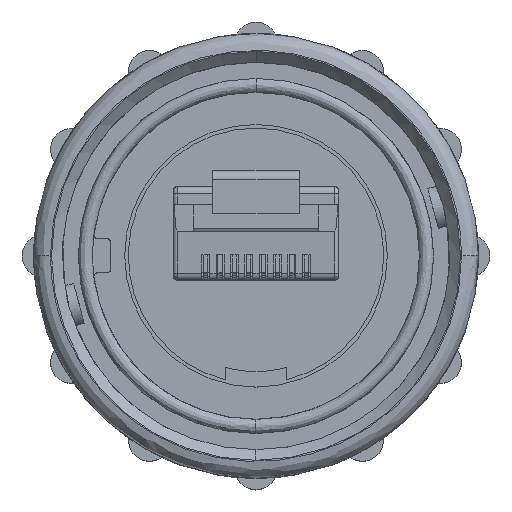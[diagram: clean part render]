
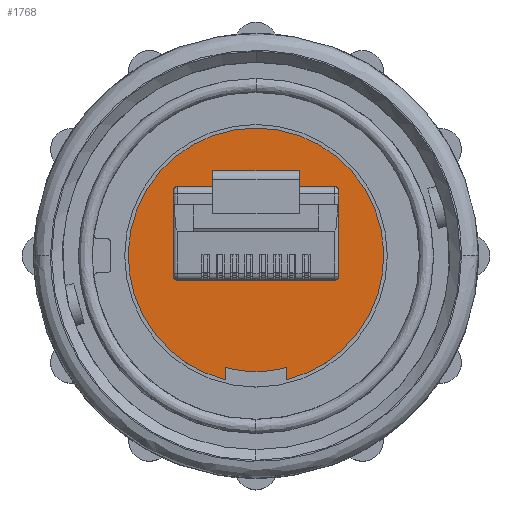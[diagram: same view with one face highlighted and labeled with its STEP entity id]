
A CAD part, top view. The second image highlights one B-rep face of the part: STEP entity #1768.
In plain terms, the highlighted planar face has unit normal (0, 0, 1).
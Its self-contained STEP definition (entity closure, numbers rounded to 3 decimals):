
#222 = AXIS2_PLACEMENT_3D ( 'NONE', #7717, #7719, #7720 ) ;
#238 = AXIS2_PLACEMENT_3D ( 'NONE', #7563, #7564, #7566 ) ;
#240 = AXIS2_PLACEMENT_3D ( 'NONE', #7774, #7763, #7768 ) ;
#310 = AXIS2_PLACEMENT_3D ( 'NONE', #7632, #7629, #7634 ) ;
#546 = EDGE_LOOP ( 'NONE', ( #6855, #6856, #6857, #6853 ) ) ;
#552 = EDGE_LOOP ( 'NONE', ( #6893, #6894, #6892, #6896, #6891, #6890, #6889, #6888 ) ) ;
#555 = EDGE_LOOP ( 'NONE', ( #6866, #6868, #6867, #6897, #6895 ) ) ;
#1155 = EDGE_CURVE ( 'NONE', #9192, #9183, #2208, .T. ) ;
#1164 = EDGE_CURVE ( 'NONE', #9200, #9202, #2210, .T. ) ;
#1212 = EDGE_CURVE ( 'NONE', #8360, #9231, #2215, .T. ) ;
#1263 = EDGE_CURVE ( 'NONE', #8842, #8843, #2226, .T. ) ;
#1768 = ADVANCED_FACE ( 'NONE', ( #13863, #13865, #13495 ), #5105, .T. ) ;
#2036 = EDGE_CURVE ( 'NONE', #9200, #8383, #13660, .T. ) ;
#2037 = EDGE_CURVE ( 'NONE', #8386, #9231, #13665, .T. ) ;
#2038 = EDGE_CURVE ( 'NONE', #8354, #8372, #13670, .T. ) ;
#2039 = EDGE_CURVE ( 'NONE', #8370, #8373, #13673, .T. ) ;
#2056 = EDGE_CURVE ( 'NONE', #8353, #8843, #13745, .T. ) ;
#2058 = EDGE_CURVE ( 'NONE', #8353, #8355, #2296, .T. ) ;
#2059 = EDGE_CURVE ( 'NONE', #8361, #8842, #2297, .T. ) ;
#2067 = EDGE_CURVE ( 'NONE', #8361, #8355, #13790, .T. ) ;
#2208 = CIRCLE ( 'NONE', #238, 0.254 ) ;
#2210 = CIRCLE ( 'NONE', #222, 0.254 ) ;
#2215 = CIRCLE ( 'NONE', #310, 0.254 ) ;
#2226 = CIRCLE ( 'NONE', #240, 8.195 ) ;
#2296 = CIRCLE ( 'NONE', #8483, 9.042 ) ;
#2297 = CIRCLE ( 'NONE', #8559, 8.195 ) ;
#2462 = CIRCLE ( 'NONE', #7151, 0.254 ) ;
#4879 = EDGE_CURVE ( 'NONE', #8386, #8383, #2462, .T. ) ;
#4903 = EDGE_CURVE ( 'NONE', #8370, #8372, #12585, .T. ) ;
#4910 = EDGE_CURVE ( 'NONE', #8373, #8354, #12605, .T. ) ;
#4918 = EDGE_CURVE ( 'NONE', #9192, #9202, #12707, .T. ) ;
#4919 = EDGE_CURVE ( 'NONE', #8360, #9183, #12711, .T. ) ;
#5105 = PLANE ( 'NONE',  #13799 ) ;
#5106 = CARTESIAN_POINT ( 'NONE',  ( 0., 1.219, -4.344 ) ) ;
#5107 = DIRECTION ( 'NONE',  ( 0., 0., 1. ) ) ;
#5108 = DIRECTION ( 'NONE',  ( 0., -1., 0. ) ) ;
#6465 = VECTOR ( 'NONE', #12587, 1000. ) ;
#6536 = VECTOR ( 'NONE', #12713, 1000. ) ;
#6539 = VECTOR ( 'NONE', #12709, 1000. ) ;
#6546 = VECTOR ( 'NONE', #12607, 1000. ) ;
#6853 = ORIENTED_EDGE ( 'NONE', *, *, #4903, .F. ) ;
#6855 = ORIENTED_EDGE ( 'NONE', *, *, #2039, .T. ) ;
#6856 = ORIENTED_EDGE ( 'NONE', *, *, #4910, .T. ) ;
#6857 = ORIENTED_EDGE ( 'NONE', *, *, #2038, .T. ) ;
#6866 = ORIENTED_EDGE ( 'NONE', *, *, #2058, .F. ) ;
#6867 = ORIENTED_EDGE ( 'NONE', *, *, #1263, .F. ) ;
#6868 = ORIENTED_EDGE ( 'NONE', *, *, #2056, .T. ) ;
#6888 = ORIENTED_EDGE ( 'NONE', *, *, #2036, .T. ) ;
#6889 = ORIENTED_EDGE ( 'NONE', *, *, #1164, .F. ) ;
#6890 = ORIENTED_EDGE ( 'NONE', *, *, #4918, .T. ) ;
#6891 = ORIENTED_EDGE ( 'NONE', *, *, #1155, .F. ) ;
#6892 = ORIENTED_EDGE ( 'NONE', *, *, #1212, .F. ) ;
#6893 = ORIENTED_EDGE ( 'NONE', *, *, #4879, .F. ) ;
#6894 = ORIENTED_EDGE ( 'NONE', *, *, #2037, .T. ) ;
#6895 = ORIENTED_EDGE ( 'NONE', *, *, #2067, .T. ) ;
#6896 = ORIENTED_EDGE ( 'NONE', *, *, #4919, .T. ) ;
#6897 = ORIENTED_EDGE ( 'NONE', *, *, #2059, .F. ) ;
#7151 = AXIS2_PLACEMENT_3D ( 'NONE', #12499, #12500, #12501 ) ;
#7563 = CARTESIAN_POINT ( 'NONE',  ( -5.588, 5.842, -4.344 ) ) ;
#7564 = DIRECTION ( 'NONE',  ( 0., 0., 1. ) ) ;
#7566 = DIRECTION ( 'NONE',  ( -1., 0., 0. ) ) ;
#7629 = DIRECTION ( 'NONE',  ( 0., 0., 1. ) ) ;
#7632 = CARTESIAN_POINT ( 'NONE',  ( -5.588, -0.254, -4.344 ) ) ;
#7634 = DIRECTION ( 'NONE',  ( 1., 0., 0. ) ) ;
#7717 = CARTESIAN_POINT ( 'NONE',  ( 5.588, 5.842, -4.344 ) ) ;
#7719 = DIRECTION ( 'NONE',  ( 0., 0., 1. ) ) ;
#7720 = DIRECTION ( 'NONE',  ( 1., 0., 0. ) ) ;
#7763 = DIRECTION ( 'NONE',  ( 0., 0., -1. ) ) ;
#7768 = DIRECTION ( 'NONE',  ( 0., -1., 0. ) ) ;
#7774 = CARTESIAN_POINT ( 'NONE',  ( 0., 1.219, -4.344 ) ) ;
#8353 = VERTEX_POINT ( 'NONE', #11220 ) ;
#8354 = VERTEX_POINT ( 'NONE', #11221 ) ;
#8355 = VERTEX_POINT ( 'NONE', #11222 ) ;
#8360 = VERTEX_POINT ( 'NONE', #11227 ) ;
#8361 = VERTEX_POINT ( 'NONE', #11228 ) ;
#8370 = VERTEX_POINT ( 'NONE', #11237 ) ;
#8372 = VERTEX_POINT ( 'NONE', #11239 ) ;
#8373 = VERTEX_POINT ( 'NONE', #11240 ) ;
#8383 = VERTEX_POINT ( 'NONE', #11250 ) ;
#8386 = VERTEX_POINT ( 'NONE', #11253 ) ;
#8406 = VECTOR ( 'NONE', #13668, 1000. ) ;
#8478 = VECTOR ( 'NONE', #13663, 1000. ) ;
#8482 = VECTOR ( 'NONE', #13747, 1000. ) ;
#8483 = AXIS2_PLACEMENT_3D ( 'NONE', #13752, #13753, #13754 ) ;
#8559 = AXIS2_PLACEMENT_3D ( 'NONE', #13756, #13757, #13758 ) ;
#8561 = VECTOR ( 'NONE', #13792, 1000. ) ;
#8581 = VECTOR ( 'NONE', #13677, 1000. ) ;
#8584 = VECTOR ( 'NONE', #13672, 1000. ) ;
#8842 = VERTEX_POINT ( 'NONE', #11266 ) ;
#8843 = VERTEX_POINT ( 'NONE', #11267 ) ;
#9183 = VERTEX_POINT ( 'NONE', #11371 ) ;
#9192 = VERTEX_POINT ( 'NONE', #11374 ) ;
#9200 = VERTEX_POINT ( 'NONE', #11381 ) ;
#9202 = VERTEX_POINT ( 'NONE', #11383 ) ;
#9231 = VERTEX_POINT ( 'NONE', #11411 ) ;
#11220 = CARTESIAN_POINT ( 'NONE',  ( -2.159, -7.562, -4.344 ) ) ;
#11221 = CARTESIAN_POINT ( 'NONE',  ( 3.048, 6.35, -4.344 ) ) ;
#11222 = CARTESIAN_POINT ( 'NONE',  ( 2.159, -7.562, -4.344 ) ) ;
#11227 = CARTESIAN_POINT ( 'NONE',  ( -5.842, -0.254, -4.344 ) ) ;
#11228 = CARTESIAN_POINT ( 'NONE',  ( 2.159, -6.686, -4.344 ) ) ;
#11237 = CARTESIAN_POINT ( 'NONE',  ( -3.048, 7.239, -4.344 ) ) ;
#11239 = CARTESIAN_POINT ( 'NONE',  ( -3.048, 6.35, -4.344 ) ) ;
#11240 = CARTESIAN_POINT ( 'NONE',  ( 3.048, 7.239, -4.344 ) ) ;
#11250 = CARTESIAN_POINT ( 'NONE',  ( 5.842, -0.254, -4.344 ) ) ;
#11253 = CARTESIAN_POINT ( 'NONE',  ( 5.588, -0.508, -4.344 ) ) ;
#11266 = CARTESIAN_POINT ( 'NONE',  ( 0., -6.976, -4.344 ) ) ;
#11267 = CARTESIAN_POINT ( 'NONE',  ( -2.159, -6.686, -4.344 ) ) ;
#11371 = CARTESIAN_POINT ( 'NONE',  ( -5.842, 5.842, -4.344 ) ) ;
#11374 = CARTESIAN_POINT ( 'NONE',  ( -5.588, 6.096, -4.344 ) ) ;
#11381 = CARTESIAN_POINT ( 'NONE',  ( 5.842, 5.842, -4.344 ) ) ;
#11383 = CARTESIAN_POINT ( 'NONE',  ( 5.588, 6.096, -4.344 ) ) ;
#11411 = CARTESIAN_POINT ( 'NONE',  ( -5.588, -0.508, -4.344 ) ) ;
#12499 = CARTESIAN_POINT ( 'NONE',  ( 5.588, -0.254, -4.344 ) ) ;
#12500 = DIRECTION ( 'NONE',  ( 0., 0., 1. ) ) ;
#12501 = DIRECTION ( 'NONE',  ( -1., 0., 0. ) ) ;
#12585 = LINE ( 'NONE', #12586, #6465 ) ;
#12586 = CARTESIAN_POINT ( 'NONE',  ( -3.048, 5.588, -4.344 ) ) ;
#12587 = DIRECTION ( 'NONE',  ( 0., -1., 0. ) ) ;
#12605 = LINE ( 'NONE', #12606, #6546 ) ;
#12606 = CARTESIAN_POINT ( 'NONE',  ( 3.048, 5.588, -4.344 ) ) ;
#12607 = DIRECTION ( 'NONE',  ( 0., -1., 0. ) ) ;
#12707 = LINE ( 'NONE', #12708, #6539 ) ;
#12708 = CARTESIAN_POINT ( 'NONE',  ( 0., 6.096, -4.344 ) ) ;
#12709 = DIRECTION ( 'NONE',  ( 1., 0., 0. ) ) ;
#12711 = LINE ( 'NONE', #12712, #6536 ) ;
#12712 = CARTESIAN_POINT ( 'NONE',  ( -5.842, 1.219, -4.344 ) ) ;
#12713 = DIRECTION ( 'NONE',  ( 0., 1., 0. ) ) ;
#13495 = FACE_BOUND ( 'NONE', #552, .T. ) ;
#13660 = LINE ( 'NONE', #13662, #8478 ) ;
#13662 = CARTESIAN_POINT ( 'NONE',  ( 5.842, 1.219, -4.344 ) ) ;
#13663 = DIRECTION ( 'NONE',  ( 0., -1., 0. ) ) ;
#13665 = LINE ( 'NONE', #13667, #8406 ) ;
#13667 = CARTESIAN_POINT ( 'NONE',  ( 0., -0.508, -4.344 ) ) ;
#13668 = DIRECTION ( 'NONE',  ( -1., 0., 0. ) ) ;
#13670 = LINE ( 'NONE', #13671, #8584 ) ;
#13671 = CARTESIAN_POINT ( 'NONE',  ( 0., 6.35, -4.344 ) ) ;
#13672 = DIRECTION ( 'NONE',  ( -1., 0., 0. ) ) ;
#13673 = LINE ( 'NONE', #13675, #8581 ) ;
#13675 = CARTESIAN_POINT ( 'NONE',  ( 0., 7.239, -4.344 ) ) ;
#13677 = DIRECTION ( 'NONE',  ( 1., 0., 0. ) ) ;
#13745 = LINE ( 'NONE', #13746, #8482 ) ;
#13746 = CARTESIAN_POINT ( 'NONE',  ( -2.159, -6.669, -4.344 ) ) ;
#13747 = DIRECTION ( 'NONE',  ( 0., 1., 0. ) ) ;
#13752 = CARTESIAN_POINT ( 'NONE',  ( 0., 1.219, -4.344 ) ) ;
#13753 = DIRECTION ( 'NONE',  ( 0., 0., -1. ) ) ;
#13754 = DIRECTION ( 'NONE',  ( 0., -1., 0. ) ) ;
#13756 = CARTESIAN_POINT ( 'NONE',  ( 0., 1.219, -4.344 ) ) ;
#13757 = DIRECTION ( 'NONE',  ( 0., 0., -1. ) ) ;
#13758 = DIRECTION ( 'NONE',  ( 0., -1., 0. ) ) ;
#13790 = LINE ( 'NONE', #13791, #8561 ) ;
#13791 = CARTESIAN_POINT ( 'NONE',  ( 2.159, -6.669, -4.344 ) ) ;
#13792 = DIRECTION ( 'NONE',  ( 0., -1., 0. ) ) ;
#13799 = AXIS2_PLACEMENT_3D ( 'NONE', #5106, #5107, #5108 ) ;
#13863 = FACE_BOUND ( 'NONE', #546, .T. ) ;
#13865 = FACE_OUTER_BOUND ( 'NONE', #555, .T. ) ;
